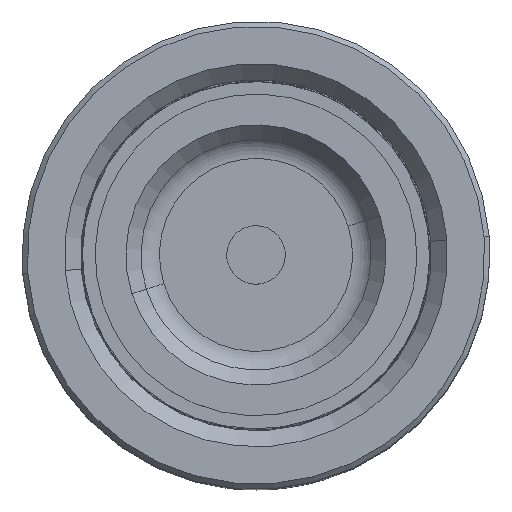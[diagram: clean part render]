
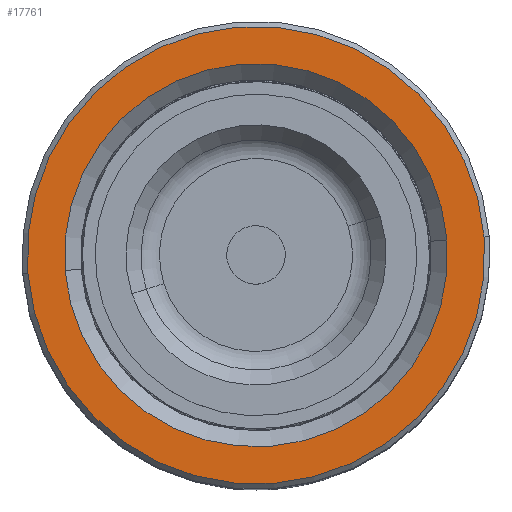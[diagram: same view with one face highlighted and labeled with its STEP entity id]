
A CAD part, top view. The second image highlights one B-rep face of the part: STEP entity #17761.
In plain terms, the highlighted planar face has unit normal (0, 0, 1).
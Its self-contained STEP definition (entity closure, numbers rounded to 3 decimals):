
#836 = EDGE_CURVE ( 'NONE', #16085, #13460, #52109, .T. ) ;
#896 = CIRCLE ( 'NONE', #54147, 26.2 ) ;
#1281 = ORIENTED_EDGE ( 'NONE', *, *, #836, .T. ) ;
#2982 = DIRECTION ( 'NONE',  ( 1., 0., 0. ) ) ;
#4697 = PLANE ( 'NONE',  #8039 ) ;
#6540 = CARTESIAN_POINT ( 'NONE',  ( -31.3, 0., 80. ) ) ;
#8033 = CARTESIAN_POINT ( 'NONE',  ( 31.3, 0., 80. ) ) ;
#8039 = AXIS2_PLACEMENT_3D ( 'NONE', #22335, #13321, #45474 ) ;
#8793 = DIRECTION ( 'NONE',  ( 1., 0., 0. ) ) ;
#12800 = AXIS2_PLACEMENT_3D ( 'NONE', #45364, #54345, #8793 ) ;
#13321 = DIRECTION ( 'NONE',  ( 0., 0., 1. ) ) ;
#13460 = VERTEX_POINT ( 'NONE', #15968 ) ;
#14617 = CIRCLE ( 'NONE', #12800, 31.3 ) ;
#15968 = CARTESIAN_POINT ( 'NONE',  ( 26.2, 0., 80. ) ) ;
#16085 = VERTEX_POINT ( 'NONE', #35554 ) ;
#16307 = DIRECTION ( 'NONE',  ( 0., 0., -1. ) ) ;
#17761 = ADVANCED_FACE ( 'NONE', ( #29909, #30601 ), #4697, .T. ) ;
#19317 = EDGE_LOOP ( 'NONE', ( #43871, #1281 ) ) ;
#21037 = AXIS2_PLACEMENT_3D ( 'NONE', #47831, #16307, #30239 ) ;
#22335 = CARTESIAN_POINT ( 'NONE',  ( 0., 0., 80. ) ) ;
#25755 = CARTESIAN_POINT ( 'NONE',  ( 0., 0., 80. ) ) ;
#28429 = EDGE_CURVE ( 'NONE', #40414, #53761, #14617, .T. ) ;
#29909 = FACE_OUTER_BOUND ( 'NONE', #49637, .T. ) ;
#30140 = DIRECTION ( 'NONE',  ( 0., 0., 1. ) ) ;
#30239 = DIRECTION ( 'NONE',  ( 1., 0., 0. ) ) ;
#30601 = FACE_BOUND ( 'NONE', #19317, .T. ) ;
#30656 = EDGE_CURVE ( 'NONE', #13460, #16085, #896, .T. ) ;
#35448 = CIRCLE ( 'NONE', #51686, 31.3 ) ;
#35554 = CARTESIAN_POINT ( 'NONE',  ( -26.2, 0., 80. ) ) ;
#40414 = VERTEX_POINT ( 'NONE', #6540 ) ;
#41681 = EDGE_CURVE ( 'NONE', #53761, #40414, #35448, .T. ) ;
#43871 = ORIENTED_EDGE ( 'NONE', *, *, #30656, .T. ) ;
#45364 = CARTESIAN_POINT ( 'NONE',  ( 0., 0., 80. ) ) ;
#45474 = DIRECTION ( 'NONE',  ( 1., 0., 0. ) ) ;
#47831 = CARTESIAN_POINT ( 'NONE',  ( 0., 0., 80. ) ) ;
#48024 = ORIENTED_EDGE ( 'NONE', *, *, #41681, .T. ) ;
#49637 = EDGE_LOOP ( 'NONE', ( #51070, #48024 ) ) ;
#51070 = ORIENTED_EDGE ( 'NONE', *, *, #28429, .T. ) ;
#51686 = AXIS2_PLACEMENT_3D ( 'NONE', #25755, #30140, #2982 ) ;
#52109 = CIRCLE ( 'NONE', #21037, 26.2 ) ;
#53723 = DIRECTION ( 'NONE',  ( 0., 0., -1. ) ) ;
#53761 = VERTEX_POINT ( 'NONE', #8033 ) ;
#54124 = CARTESIAN_POINT ( 'NONE',  ( 0., 0., 80. ) ) ;
#54147 = AXIS2_PLACEMENT_3D ( 'NONE', #54124, #53723, #58741 ) ;
#54345 = DIRECTION ( 'NONE',  ( 0., 0., 1. ) ) ;
#58741 = DIRECTION ( 'NONE',  ( 1., 0., 0. ) ) ;
